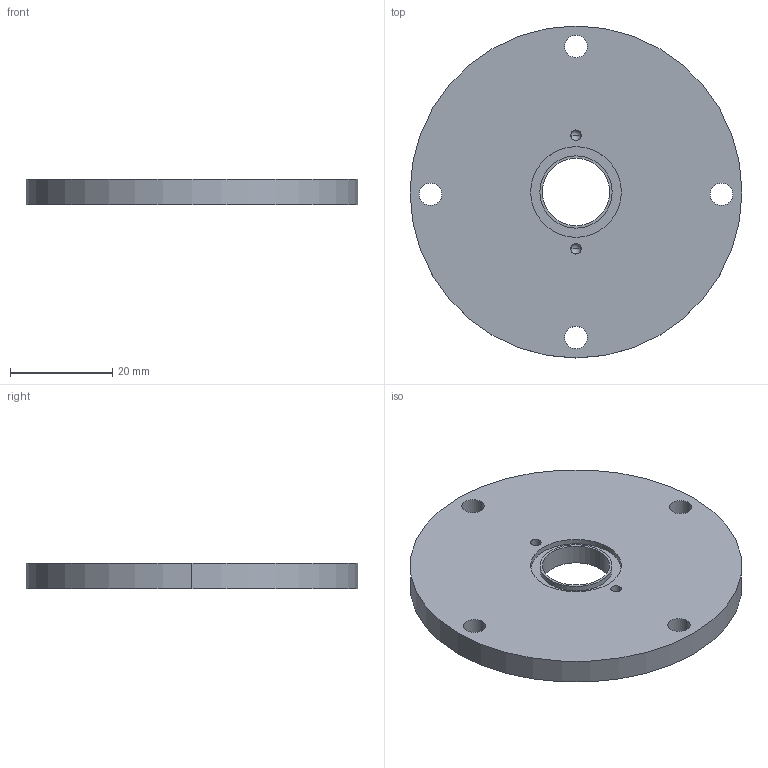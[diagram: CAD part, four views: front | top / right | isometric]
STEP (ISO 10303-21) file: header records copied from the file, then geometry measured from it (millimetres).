
FILE_DESCRIPTION (( 'STEP AP203' ), '1' );
FILE_NAME ('Connecteur CBLC2.STEP', '2023-11-08T16:24:45', ( '' ), ( '' ), 'SwSTEP 2.0', 'SolidWorks 2020', '' );
FILE_SCHEMA (( 'CONFIG_CONTROL_DESIGN' ));
Length unit declared in the file: millimetre
Products named in the file (1): Connecteur CBLC2
Bounding box: 65 x 65 x 5 mm (x, y, z)
Volume: 13961.2 mm3; surface area: 8471.1 mm2
Topology: 1 solids, 1 shells, 39 faces, 86 edges, 56 vertices
Faces by surface type: cylinder 26, plane 9, torus 4
Entity records: 1205 total; most frequent: DIRECTION 226, CARTESIAN_POINT 182, ORIENTED_EDGE 172, AXIS2_PLACEMENT_3D 100, EDGE_CURVE 86, CIRCLE 60, VERTEX_POINT 56, EDGE_LOOP 56
